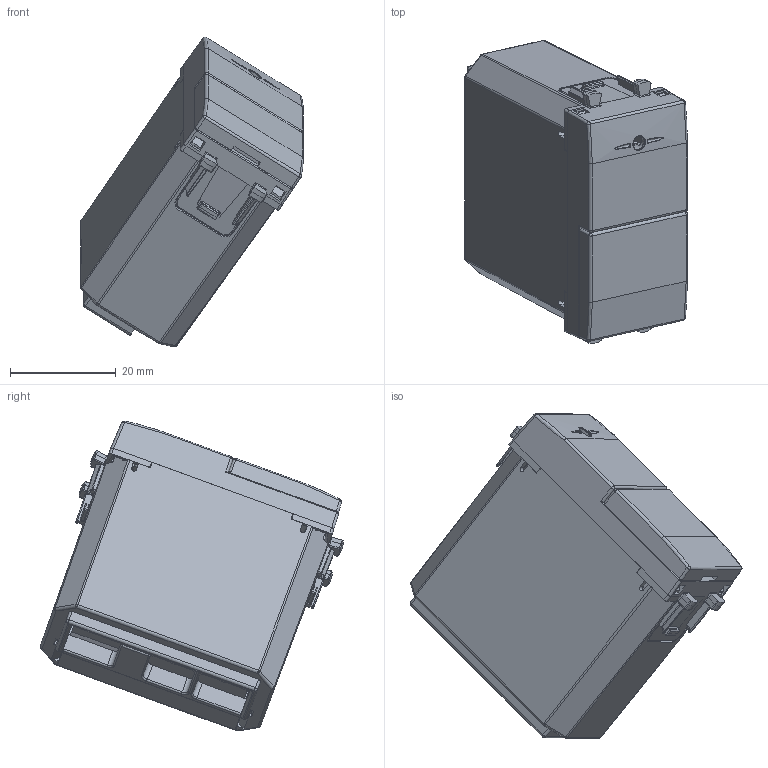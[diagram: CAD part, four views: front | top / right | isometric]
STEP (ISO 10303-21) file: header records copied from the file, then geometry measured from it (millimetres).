
FILE_DESCRIPTION(('CATIA V5 STEP Exchange'),'2;1');
FILE_NAME('441ABTA.stp','2024-03-05T12:54:21+00:00',('none'),('none'),'CATIA Version 5-6 Release 2016 SP6','CATIA V5 STEP AP203','none');
FILE_SCHEMA(('CONFIG_CONTROL_DESIGN'));
Products named in the file (1): 441ABTA
Assembly tree (9 placements, depth 2):
  441ABTA
    #57
    #656
    #12374  x2
    #14358
    #15609
    #20582
    #51640
    #55339
Bounding box: 42.1 x 57.34 x 58.61 mm (x, y, z)
Volume: 15916.9 mm3; surface area: 24448.4 mm2
Topology: 8 solids, 8 shells, 1490 faces, 4145 edges, 2636 vertices
Faces by surface type: plane 833, cylinder 450, bspline 70, cone 57, sphere 54, torus 26
Entity records: 55355 total; most frequent: CARTESIAN_POINT 22862, ORIENTED_EDGE 7808, DIRECTION 4882, EDGE_CURVE 3904, VERTEX_POINT 2513, VECTOR 2314, LINE 2314, AXIS2_PLACEMENT_3D 1475
